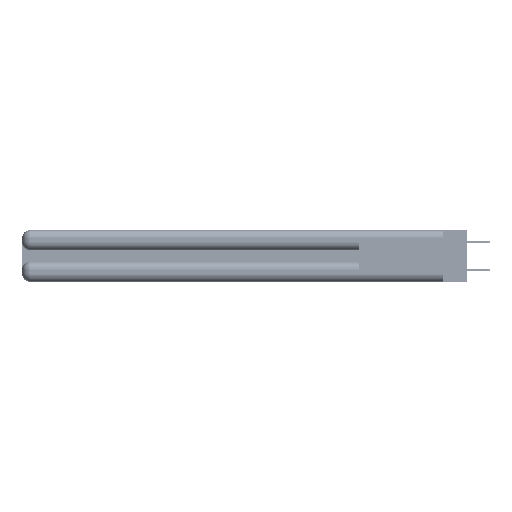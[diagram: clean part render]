
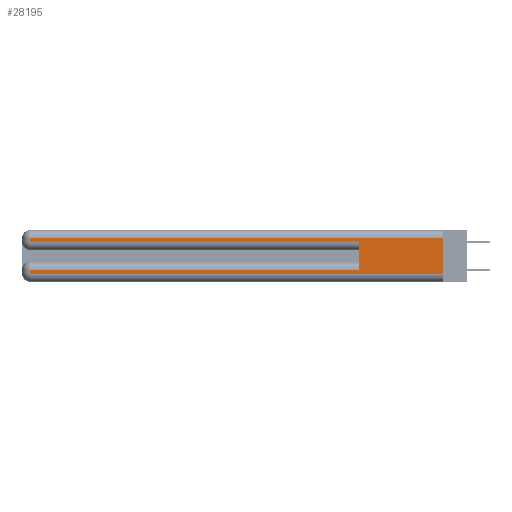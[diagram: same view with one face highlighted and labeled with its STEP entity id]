
A CAD part, left-side view. The second image highlights one B-rep face of the part: STEP entity #28195.
In plain terms, the highlighted planar face has unit normal (-1, 0, 0).
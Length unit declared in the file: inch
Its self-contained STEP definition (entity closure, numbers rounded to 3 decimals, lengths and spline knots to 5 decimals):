
#634 = VECTOR ( 'NONE', #14885, 39.37008 ) ;
#719 = CARTESIAN_POINT ( 'NONE',  ( 0., 2.94, 0.37 ) ) ;
#1254 = DIRECTION ( 'NONE',  ( 0., -1., 0. ) ) ;
#1573 = CARTESIAN_POINT ( 'NONE',  ( 0., 2.94, 0.37 ) ) ;
#1693 = VERTEX_POINT ( 'NONE', #24428 ) ;
#1751 = DIRECTION ( 'NONE',  ( 0., 0., -1. ) ) ;
#3099 = ORIENTED_EDGE ( 'NONE', *, *, #23614, .F. ) ;
#3509 = LINE ( 'NONE', #32113, #34422 ) ;
#3910 = CARTESIAN_POINT ( 'NONE',  ( 0., 0., 0.06 ) ) ;
#4536 = VECTOR ( 'NONE', #17990, 39.37008 ) ;
#5422 = EDGE_CURVE ( 'NONE', #10775, #33856, #49936, .T. ) ;
#7471 = VECTOR ( 'NONE', #52958, 39.37008 ) ;
#7951 = VECTOR ( 'NONE', #33630, 39.37008 ) ;
#9103 = LINE ( 'NONE', #18181, #44562 ) ;
#9144 = CARTESIAN_POINT ( 'NONE',  ( 0., 0., 0.37 ) ) ;
#9527 = CARTESIAN_POINT ( 'NONE',  ( 0., 2.94, 0.06 ) ) ;
#9562 = VERTEX_POINT ( 'NONE', #3910 ) ;
#10775 = VERTEX_POINT ( 'NONE', #40335 ) ;
#11133 = EDGE_CURVE ( 'NONE', #51024, #1693, #44812, .T. ) ;
#11842 = FACE_OUTER_BOUND ( 'NONE', #53159, .T. ) ;
#14453 = EDGE_CURVE ( 'NONE', #33856, #9562, #20632, .T. ) ;
#14531 = ORIENTED_EDGE ( 'NONE', *, *, #14453, .T. ) ;
#14885 = DIRECTION ( 'NONE',  ( 0., -1., 0. ) ) ;
#14987 = EDGE_CURVE ( 'NONE', #39841, #1693, #29615, .T. ) ;
#16246 = CARTESIAN_POINT ( 'NONE',  ( 0., 2.94, 0.31 ) ) ;
#16449 = VECTOR ( 'NONE', #1254, 39.37008 ) ;
#17990 = DIRECTION ( 'NONE',  ( 0., 0., 1. ) ) ;
#18116 = CARTESIAN_POINT ( 'NONE',  ( 0., 0., 0.31 ) ) ;
#18181 = CARTESIAN_POINT ( 'NONE',  ( 0., 0., 0.37 ) ) ;
#20427 = EDGE_CURVE ( 'NONE', #27527, #51024, #25340, .T. ) ;
#20632 = LINE ( 'NONE', #23598, #634 ) ;
#21116 = CARTESIAN_POINT ( 'NONE',  ( 0., 0.6, 0.085 ) ) ;
#21707 = PLANE ( 'NONE',  #30914 ) ;
#23598 = CARTESIAN_POINT ( 'NONE',  ( 0., 0., 0.06 ) ) ;
#23614 = EDGE_CURVE ( 'NONE', #47642, #9562, #9103, .T. ) ;
#24428 = CARTESIAN_POINT ( 'NONE',  ( 0., 0.6, 0.285 ) ) ;
#25047 = ORIENTED_EDGE ( 'NONE', *, *, #52450, .T. ) ;
#25340 = LINE ( 'NONE', #719, #7951 ) ;
#25498 = DIRECTION ( 'NONE',  ( 0., 0., -1. ) ) ;
#27242 = CARTESIAN_POINT ( 'NONE',  ( 0., 2.94, 0.285 ) ) ;
#27527 = VERTEX_POINT ( 'NONE', #16246 ) ;
#28099 = CARTESIAN_POINT ( 'NONE',  ( 0., 0., 0.085 ) ) ;
#28195 = ADVANCED_FACE ( 'NONE', ( #11842 ), #21707, .F. ) ;
#29615 = LINE ( 'NONE', #42299, #4536 ) ;
#30914 = AXIS2_PLACEMENT_3D ( 'NONE', #9144, #46065, #25498 ) ;
#32113 = CARTESIAN_POINT ( 'NONE',  ( 0., 0., 0.31 ) ) ;
#32894 = EDGE_CURVE ( 'NONE', #47642, #27527, #3509, .T. ) ;
#33630 = DIRECTION ( 'NONE',  ( 0., 0., -1. ) ) ;
#33856 = VERTEX_POINT ( 'NONE', #9527 ) ;
#34422 = VECTOR ( 'NONE', #40960, 39.37008 ) ;
#36449 = LINE ( 'NONE', #28099, #7471 ) ;
#39841 = VERTEX_POINT ( 'NONE', #21116 ) ;
#40335 = CARTESIAN_POINT ( 'NONE',  ( 0., 2.94, 0.085 ) ) ;
#40960 = DIRECTION ( 'NONE',  ( 0., 1., 0. ) ) ;
#42299 = CARTESIAN_POINT ( 'NONE',  ( 0., 0.6, 0.145 ) ) ;
#43510 = ORIENTED_EDGE ( 'NONE', *, *, #20427, .T. ) ;
#43792 = ORIENTED_EDGE ( 'NONE', *, *, #11133, .T. ) ;
#44562 = VECTOR ( 'NONE', #46999, 39.37008 ) ;
#44812 = LINE ( 'NONE', #50583, #16449 ) ;
#45005 = VECTOR ( 'NONE', #1751, 39.37008 ) ;
#46065 = DIRECTION ( 'NONE',  ( 1., 0., 0. ) ) ;
#46999 = DIRECTION ( 'NONE',  ( 0., 0., -1. ) ) ;
#47563 = ORIENTED_EDGE ( 'NONE', *, *, #5422, .T. ) ;
#47642 = VERTEX_POINT ( 'NONE', #18116 ) ;
#49936 = LINE ( 'NONE', #1573, #45005 ) ;
#50583 = CARTESIAN_POINT ( 'NONE',  ( 0., 0., 0.285 ) ) ;
#50886 = ORIENTED_EDGE ( 'NONE', *, *, #32894, .T. ) ;
#51024 = VERTEX_POINT ( 'NONE', #27242 ) ;
#52450 = EDGE_CURVE ( 'NONE', #39841, #10775, #36449, .T. ) ;
#52451 = ORIENTED_EDGE ( 'NONE', *, *, #14987, .F. ) ;
#52958 = DIRECTION ( 'NONE',  ( 0., 1., 0. ) ) ;
#53159 = EDGE_LOOP ( 'NONE', ( #3099, #50886, #43510, #43792, #52451, #25047, #47563, #14531 ) ) ;
